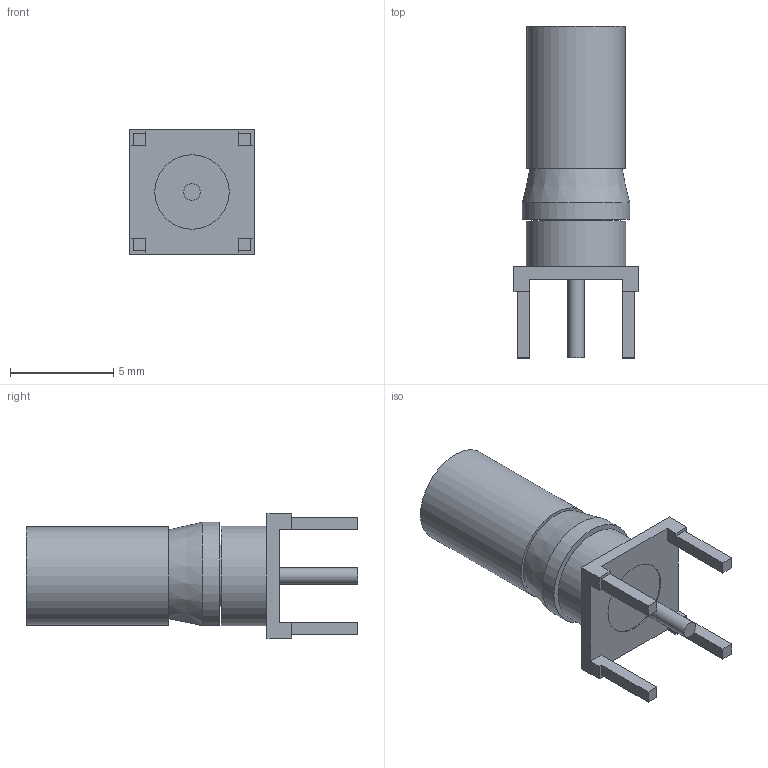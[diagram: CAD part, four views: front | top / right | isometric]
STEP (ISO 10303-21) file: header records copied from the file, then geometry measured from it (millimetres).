
FILE_DESCRIPTION(/* description */ (''),/* implementation_level */ '2;1');
FILE_NAME(/* name */ '100193920ugm000_b.stp',/* time_stamp */ '2014-01-10T08:51:06+01:00',/* author */ (''),/* organization */ (''),/* preprocessor_version */ 'ST-DEVELOPER v15',/* originating_system */ 'SIEMENS PLM Software NX 8.5',/* authorisation */ '');
FILE_SCHEMA (('AUTOMOTIVE_DESIGN { 1 0 10303 214 3 1 1 1 }'));
Length unit declared in the file: millimetre
Products named in the file (1): 100193920ugm000_b
Bounding box: 6 x 16.05 x 6 mm (x, y, z)
Volume: 167.8 mm3; surface area: 512.7 mm2
Topology: 1 solids, 1 shells, 56 faces, 135 edges, 90 vertices
Faces by surface type: plane 42, cylinder 10, cone 3, bspline 1
Full cylindrical faces by diameter (mm): 0.5 x1, 0.8 x1, 2.2 x1, 2.8 x1, 3 x1, 3.6 x1, 4.24 x1, 4.75 x1, 4.8 x1
Entity records: 1606 total; most frequent: CARTESIAN_POINT 288, DIRECTION 262, ORIENTED_EDGE 244, EDGE_CURVE 122, LINE 94, VECTOR 94, VERTEX_POINT 89, AXIS2_PLACEMENT_3D 84
